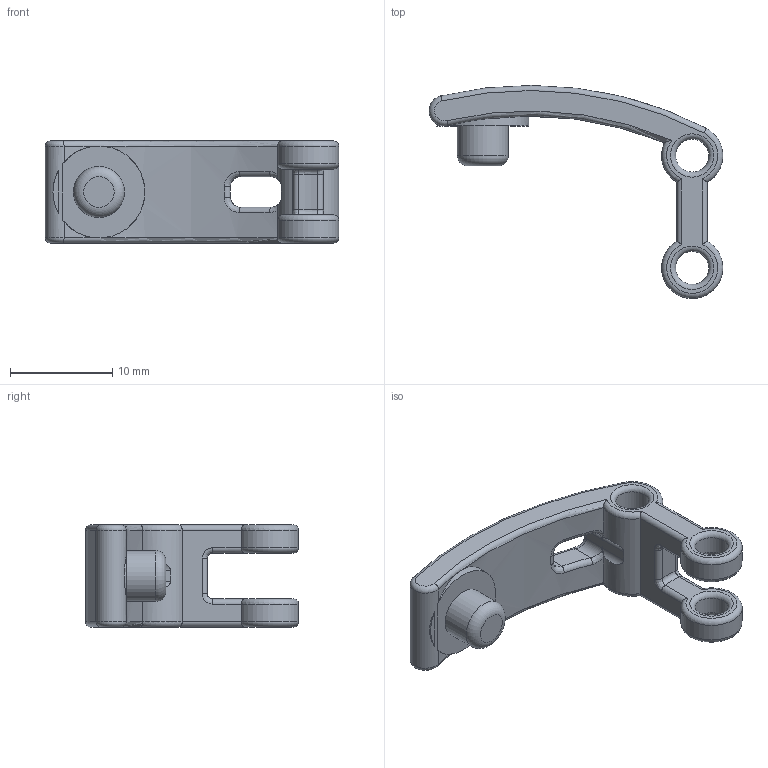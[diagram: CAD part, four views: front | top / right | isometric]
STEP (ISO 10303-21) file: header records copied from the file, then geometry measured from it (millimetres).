
FILE_DESCRIPTION(/* description */ ('Alibre Inc.'),/* implementation_level */ '2;1');
FILE_NAME(/* name */ 'export0',/* time_stamp */ '2015-10-09T12:01:52-04:00',/* author */ (''),/* organization */ (''),/* preprocessor_version */ 'ST-DEVELOPER v14',/* originating_system */ 'Alibre',/* authorisation */ '');
FILE_SCHEMA (('CONFIG_CONTROL_DESIGN'));
Length unit declared in the file: centimetre
Products named in the file (1): ID_1
Bounding box: 28.77 x 20.87 x 10 mm (x, y, z)
Volume: 1207.4 mm3; surface area: 1314.9 mm2
Topology: 1 solids, 1 shells, 87 faces, 206 edges, 122 vertices
Faces by surface type: cylinder 35, torus 27, plane 13, bspline 12
Full cylindrical faces by diameter (mm): 3.25 x3, 5 x1
Entity records: 4010 total; most frequent: CARTESIAN_POINT 2151, ORIENTED_EDGE 384, DIRECTION 310, EDGE_CURVE 192, AXIS2_PLACEMENT_3D 151, VERTEX_POINT 119, EDGE_LOOP 107, FACE_BOUND 107
